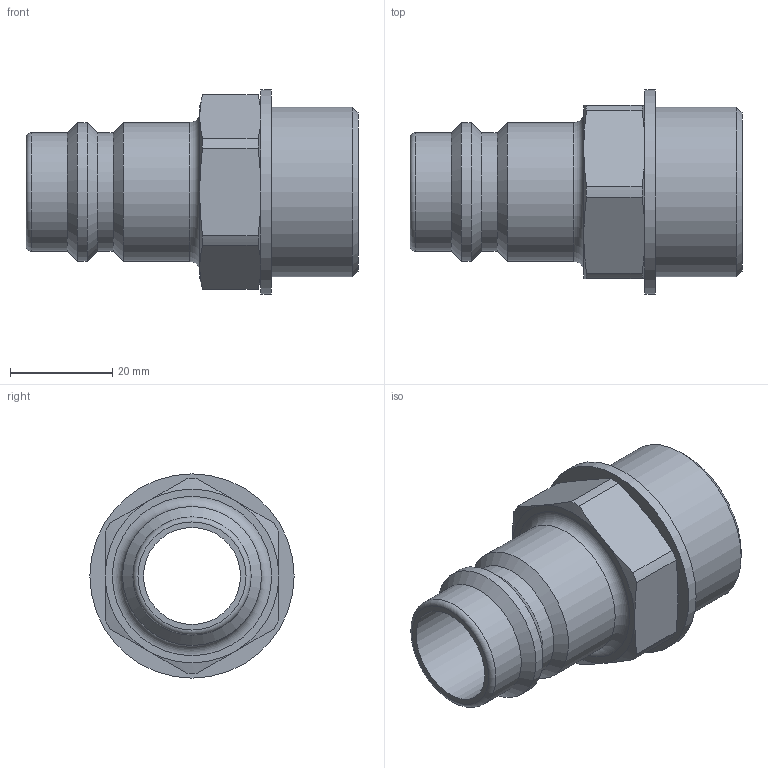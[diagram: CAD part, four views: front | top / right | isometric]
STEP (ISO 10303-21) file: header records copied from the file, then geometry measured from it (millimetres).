
FILE_DESCRIPTION((''),'2;1');
FILE_NAME('39sfaw33mxx.stp','2014-10-24T07:00:38',('AS035480'),(''),'Autodesk Inventor 2013','Autodesk Inventor 2013','');
FILE_SCHEMA(('AUTOMOTIVE_DESIGN { 1 0 10303 214 1 1 1 1 }'));
Length unit declared in the file: millimetre
Products named in the file (3): D112485; D112479; D103698
Assembly tree (2 placements, depth 2):
  D112485
    D112479
    D103698
Bounding box: 65 x 40 x 40 mm (x, y, z)
Volume: 23397.9 mm3; surface area: 12834.6 mm2
Topology: 2 solids, 2 shells, 49 faces, 106 edges, 63 vertices
Faces by surface type: cone 17, cylinder 16, plane 14, torus 2
Full cylindrical faces by diameter (mm): 19 x1, 23.15 x2, 24 x1, 27.2 x2, 33.249 x1, 40 x1
Entity records: 1321 total; most frequent: CARTESIAN_POINT 256, DIRECTION 222, ORIENTED_EDGE 182, AXIS2_PLACEMENT_3D 101, EDGE_CURVE 91, EDGE_LOOP 70, VERTEX_POINT 63, FACE_OUTER_BOUND 49
